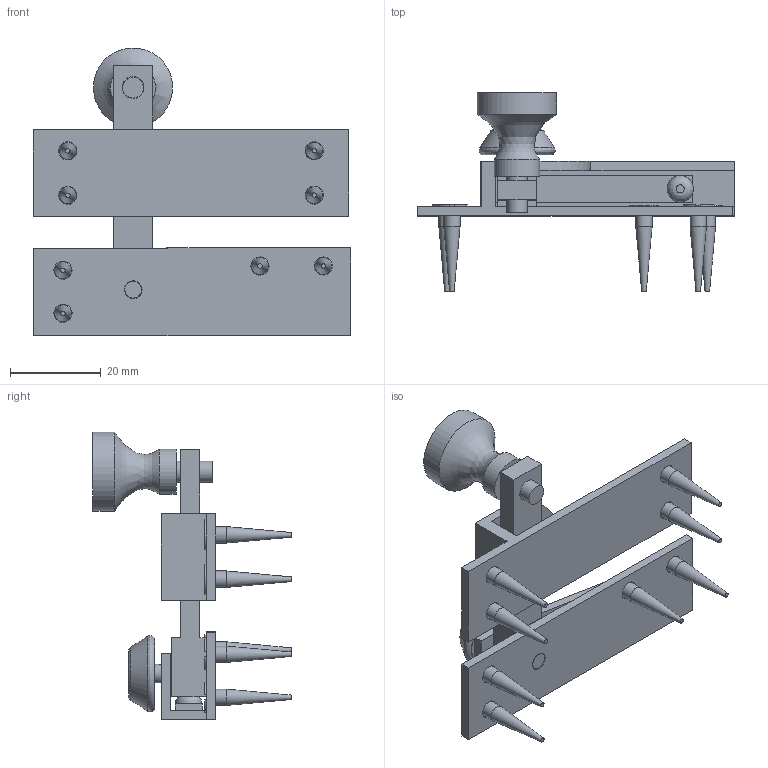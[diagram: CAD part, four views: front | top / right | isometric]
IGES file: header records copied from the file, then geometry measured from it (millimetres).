
Global section: file name: P6276-B; native system: Autodesk Inventor 2018; preprocessor: unknown; author: ashami; date: 20180911.140013; units: millimetre
Bounding box: 70.03 x 43.8 x 63.58 mm (x, y, z)
Volume: 15708.6 mm3; surface area: 15775.1 mm2
Topology: 15 solids, 15 shells, 179 faces, 462 edges, 317 vertices
Faces by surface type: bspline 179
